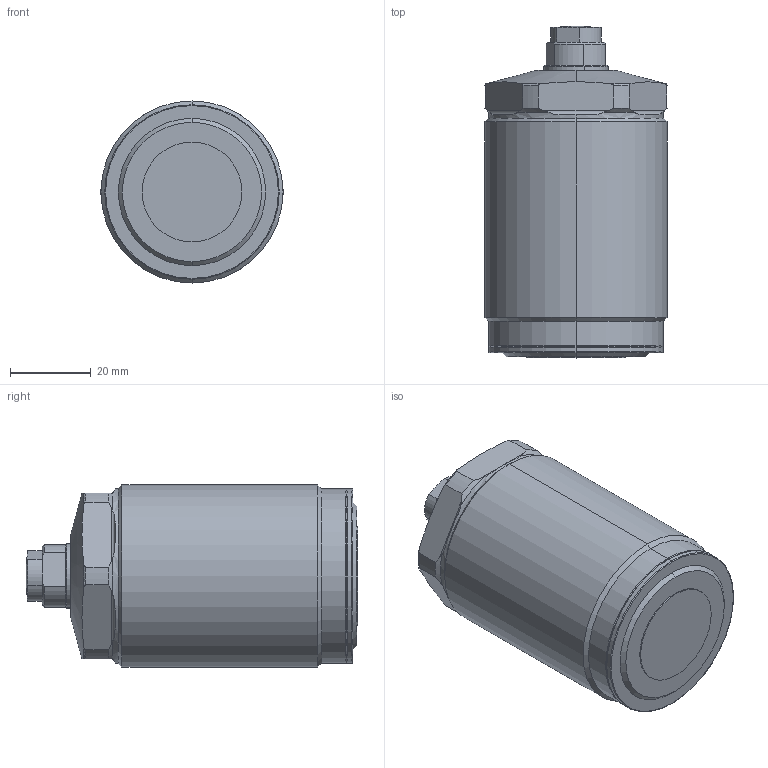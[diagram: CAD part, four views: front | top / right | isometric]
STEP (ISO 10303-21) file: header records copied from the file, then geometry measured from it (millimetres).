
FILE_DESCRIPTION (( 'STEP AP214' ), '1' );
FILE_NAME ('CSP-45BLK.STEP', '2019-05-08T06:40:17', ( '' ), ( '' ), 'SwSTEP 2.0', 'SolidWorks 2014', '' );
FILE_SCHEMA (( 'AUTOMOTIVE_DESIGN' ));
Length unit declared in the file: millimetre
Products named in the file (4): CSP-045活塞杆; CSP-045-K本体（初始）; CSP-45BLK; CSP-045埴芛蹟邡
Assembly tree (3 placements, depth 2):
  CSP-45BLK
    CSP-045-K本体（初始）
    CSP-045活塞杆
    CSP-045埴芛蹟邡
Bounding box: 45 x 82 x 45 mm (x, y, z)
Volume: 108588.9 mm3; surface area: 16559.7 mm2
Topology: 3 solids, 3 shells, 119 faces, 280 edges, 174 vertices
Faces by surface type: cylinder 42, plane 30, cone 25, torus 20, sphere 2
Entity records: 3839 total; most frequent: CARTESIAN_POINT 955, DIRECTION 609, ORIENTED_EDGE 560, EDGE_CURVE 280, AXIS2_PLACEMENT_3D 264, VERTEX_POINT 174, CIRCLE 139, EDGE_LOOP 126
